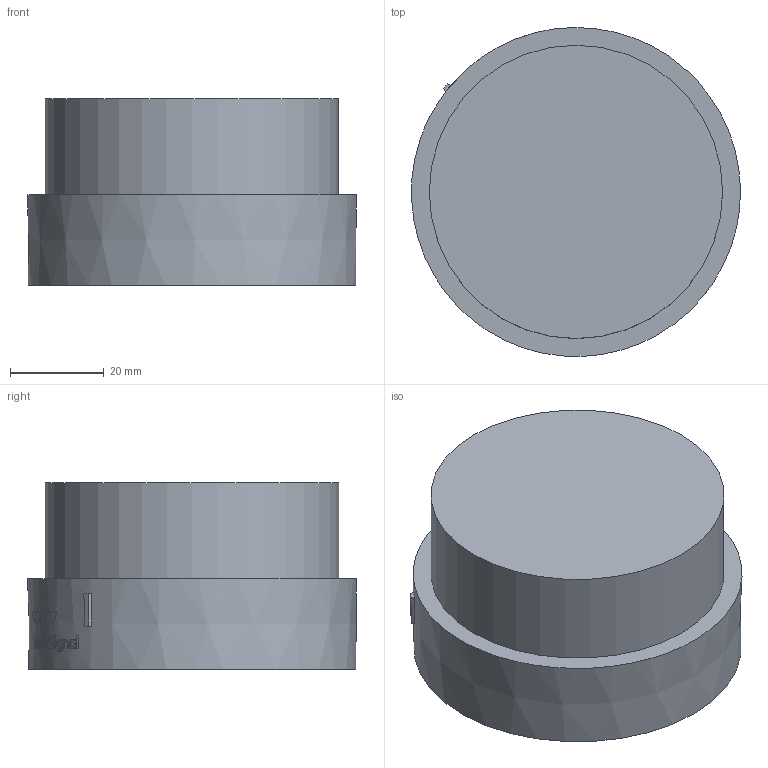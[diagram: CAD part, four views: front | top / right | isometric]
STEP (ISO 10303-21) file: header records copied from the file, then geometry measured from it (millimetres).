
FILE_DESCRIPTION(/* description */ (''),/* implementation_level */ '2;1');
FILE_NAME(/* name */ 'PC7MP_AuerSignal_910760900.stp',/* time_stamp */ '2021-04-26T09:22:47+02:00',/* author */ (''),/* organization */ (''),/* preprocessor_version */ 'ST-DEVELOPER v16',/* originating_system */ 'SIEMENS PLM Software NX 10.0',/* authorisation */ '');
FILE_SCHEMA (('AUTOMOTIVE_DESIGN { 1 0 10303 214 3 1 1 1 }'));
Length unit declared in the file: millimetre
Products named in the file (1): P.Ge1B90C9175t6f
Bounding box: 70 x 70.02 x 39.75 mm (x, y, z)
Volume: 133608.3 mm3; surface area: 16535.6 mm2
Topology: 1 solids, 1 shells, 39 faces, 154 edges, 145 vertices
Faces by surface type: cone 25, plane 8, cylinder 4, bspline 2
Full cylindrical faces by diameter (mm): 4.5 x1, 4.533 x1, 25 x1, 62.434 x1
Entity records: 2879 total; most frequent: CARTESIAN_POINT 1483, ORIENTED_EDGE 294, DIRECTION 182, EDGE_CURVE 147, VERTEX_POINT 143, B_SPLINE_CURVE_WITH_KNOTS 94, AXIS2_PLACEMENT_3D 91, EDGE_LOOP 72
